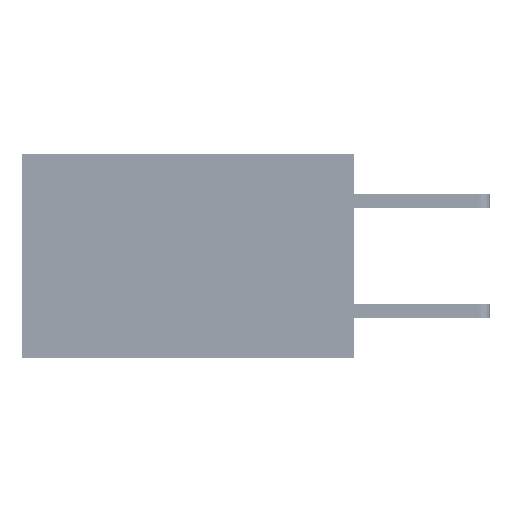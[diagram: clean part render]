
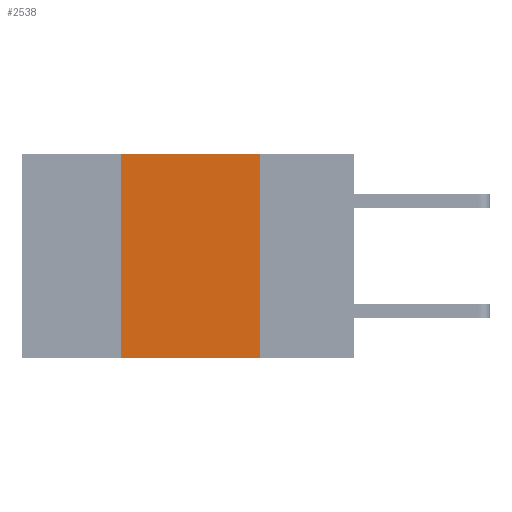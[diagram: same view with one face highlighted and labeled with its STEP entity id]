
A CAD part, left-side view. The second image highlights one B-rep face of the part: STEP entity #2538.
In plain terms, the highlighted planar face has unit normal (-1, 0, 0).
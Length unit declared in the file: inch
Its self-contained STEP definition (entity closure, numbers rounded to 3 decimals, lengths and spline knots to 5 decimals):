
#370 = LINE ( 'NONE', #4931, #29739 ) ;
#717 = VECTOR ( 'NONE', #23719, 39.37008 ) ;
#2538 = ADVANCED_FACE ( 'NONE', ( #18750 ), #6382, .F. ) ;
#2603 = CARTESIAN_POINT ( 'NONE',  ( 0., 0.42, 0. ) ) ;
#3751 = CARTESIAN_POINT ( 'NONE',  ( 0., 0.42, -0.37 ) ) ;
#4687 = VERTEX_POINT ( 'NONE', #23187 ) ;
#4931 = CARTESIAN_POINT ( 'NONE',  ( 0., 0.6, -0.37 ) ) ;
#5666 = CARTESIAN_POINT ( 'NONE',  ( 0., 0.17, 0. ) ) ;
#6382 = PLANE ( 'NONE',  #17782 ) ;
#8905 = EDGE_CURVE ( 'NONE', #23660, #4687, #370, .T. ) ;
#10168 = ORIENTED_EDGE ( 'NONE', *, *, #32846, .F. ) ;
#13972 = DIRECTION ( 'NONE',  ( 0., 0., -1. ) ) ;
#15182 = ORIENTED_EDGE ( 'NONE', *, *, #17772, .F. ) ;
#16258 = VERTEX_POINT ( 'NONE', #34749 ) ;
#17772 = EDGE_CURVE ( 'NONE', #16258, #4687, #44587, .T. ) ;
#17782 = AXIS2_PLACEMENT_3D ( 'NONE', #26590, #48619, #13972 ) ;
#18514 = VECTOR ( 'NONE', #19998, 39.37008 ) ;
#18750 = FACE_OUTER_BOUND ( 'NONE', #27059, .T. ) ;
#19328 = DIRECTION ( 'NONE',  ( 0., -1., 0. ) ) ;
#19998 = DIRECTION ( 'NONE',  ( 0., -1., 0. ) ) ;
#20259 = VECTOR ( 'NONE', #21332, 39.37008 ) ;
#21332 = DIRECTION ( 'NONE',  ( 0., 0., -1. ) ) ;
#22236 = VERTEX_POINT ( 'NONE', #2603 ) ;
#23134 = ORIENTED_EDGE ( 'NONE', *, *, #8905, .T. ) ;
#23187 = CARTESIAN_POINT ( 'NONE',  ( 0., 0.17, -0.37 ) ) ;
#23660 = VERTEX_POINT ( 'NONE', #3751 ) ;
#23719 = DIRECTION ( 'NONE',  ( 0., 0., 1. ) ) ;
#24032 = CARTESIAN_POINT ( 'NONE',  ( 0., 0.6, 0. ) ) ;
#26590 = CARTESIAN_POINT ( 'NONE',  ( 0., 0.6, 0. ) ) ;
#27059 = EDGE_LOOP ( 'NONE', ( #15182, #10168, #43353, #23134 ) ) ;
#29739 = VECTOR ( 'NONE', #19328, 39.37008 ) ;
#32846 = EDGE_CURVE ( 'NONE', #22236, #16258, #39216, .T. ) ;
#34749 = CARTESIAN_POINT ( 'NONE',  ( 0., 0.17, 0. ) ) ;
#35608 = LINE ( 'NONE', #36356, #717 ) ;
#36356 = CARTESIAN_POINT ( 'NONE',  ( 0., 0.42, 0. ) ) ;
#39216 = LINE ( 'NONE', #24032, #18514 ) ;
#43353 = ORIENTED_EDGE ( 'NONE', *, *, #48081, .F. ) ;
#44587 = LINE ( 'NONE', #5666, #20259 ) ;
#48081 = EDGE_CURVE ( 'NONE', #23660, #22236, #35608, .T. ) ;
#48619 = DIRECTION ( 'NONE',  ( 1., 0., 0. ) ) ;
